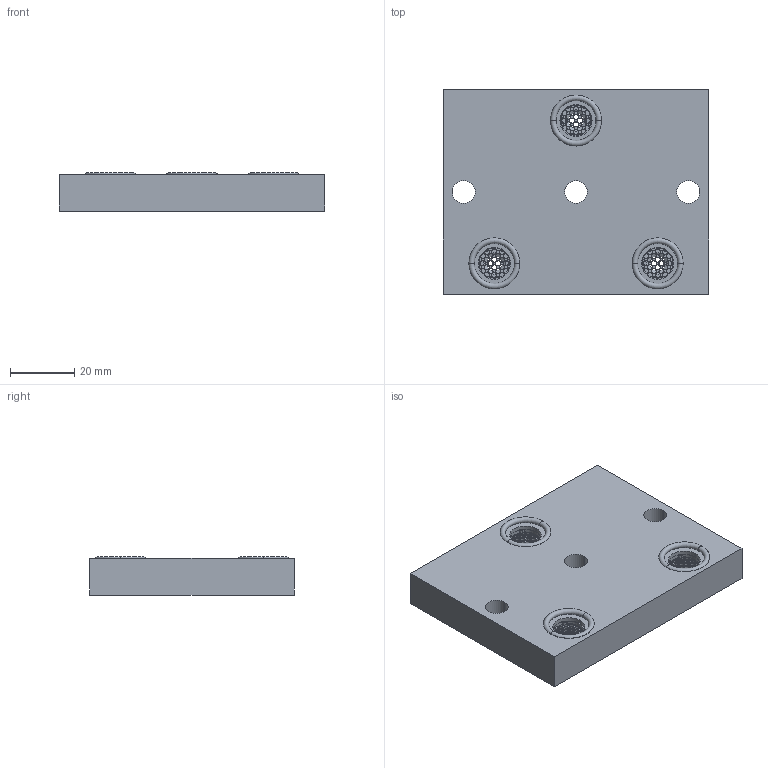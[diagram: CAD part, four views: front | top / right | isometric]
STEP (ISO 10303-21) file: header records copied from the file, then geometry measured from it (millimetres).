
FILE_DESCRIPTION((''),'2;1');
FILE_NAME('ILC70842001','2018-08-09T',('jdw'),(''),'PRO/ENGINEER BY PARAMETRIC TECHNOLOGY CORPORATION, 2013320','PRO/ENGINEER BY PARAMETRIC TECHNOLOGY CORPORATION, 2013320','');
FILE_SCHEMA(('AUTOMOTIVE_DESIGN { 1 0 10303 214 1 1 1 1 }'));
Length unit declared in the file: inch
Products named in the file (1): ILC70842001
Bounding box: 82.55 x 63.5 x 11.89 mm (x, y, z)
Volume: 56298 mm3; surface area: 17102.9 mm2
Topology: 1 solids, 1 shells, 693 faces, 2190 edges, 1358 vertices
Faces by surface type: cylinder 459, plane 222, torus 6, cone 6
Entity records: 29945 total; most frequent: DIRECTION 5166, ORIENTED_EDGE 4380, CARTESIAN_POINT 4267, AXIS2_PLACEMENT_3D 2295, EDGE_CURVE 2190, CIRCLE 1602, VERTEX_POINT 1358, EDGE_LOOP 858
